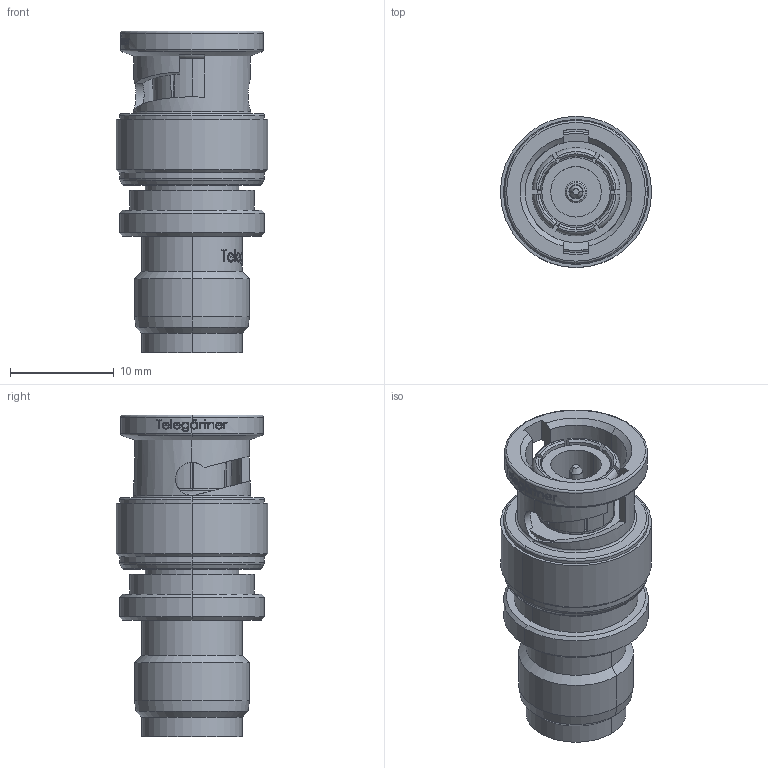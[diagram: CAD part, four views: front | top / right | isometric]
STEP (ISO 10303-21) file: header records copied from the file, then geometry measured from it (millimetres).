
FILE_DESCRIPTION (( 'STEP AP214' ), '1' );
FILE_NAME ('J01008B0010.STEP', '2011-11-04T10:02:36', ( 'markiewicz' ), ( '' ), 'SwSTEP 2.0', 'SolidWorks 2011', '' );
FILE_SCHEMA (( 'AUTOMOTIVE_DESIGN' ));
Length unit declared in the file: millimetre
Products named in the file (1): J01008B0010
Bounding box: 14.6 x 14.6 x 31.1 mm (x, y, z)
Volume: 2856.5 mm3; surface area: 2690.7 mm2
Topology: 1 solids, 2 shells, 561 faces, 1429 edges, 926 vertices
Faces by surface type: plane 200, bspline 161, cylinder 124, cone 52, torus 24
Entity records: 31331 total; most frequent: CARTESIAN_POINT 12885, ORIENTED_EDGE 2858, DIRECTION 2060, EDGE_CURVE 1429, VERTEX_POINT 926, AXIS2_PLACEMENT_3D 757, EDGE_LOOP 621, FACE_OUTER_BOUND 561
